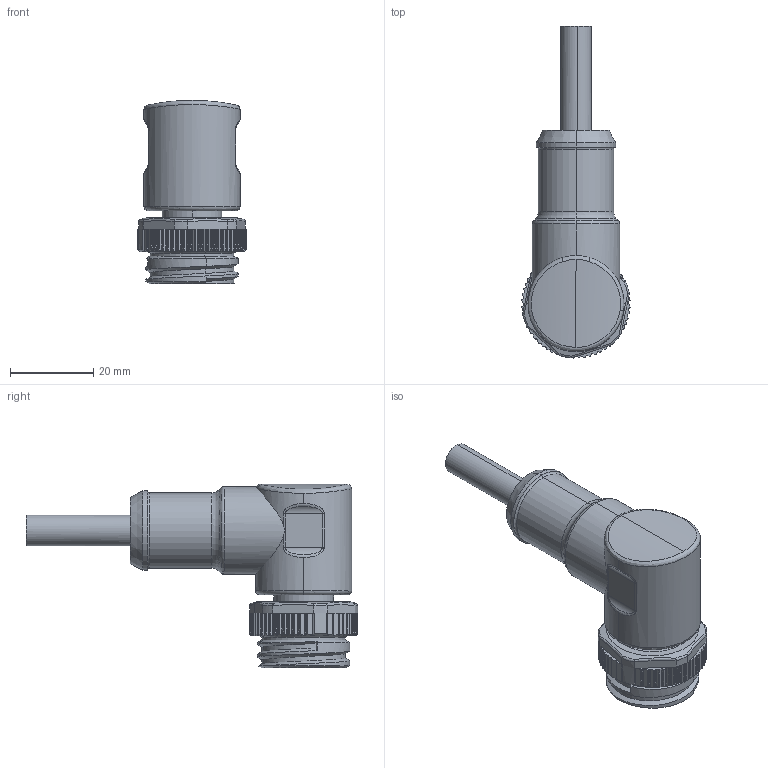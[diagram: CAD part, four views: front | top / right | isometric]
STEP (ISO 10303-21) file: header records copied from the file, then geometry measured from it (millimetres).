
FILE_DESCRIPTION(('CATIA V5 STEP Exchange','CAx-IF Rec.Pracs.--- Model Styling and Organization---1.5--- 2016-08-15','CAx-IF Rec.Pracs.---Supplemental Geometry---1.0---2011-11-01','CAx-IF Rec.Pracs.--- Composite Materials ---1.1---2010-07-15'),'2;1');
FILE_NAME ('413240-2_0', '2025-07-08T07:11:31+00:00', ('none'), ('Weidmueller'), 'CATIA Version 5-6 Release 2022 SP4 HF5', 'CATIA V5 STEP AP214 v3', 'none');
FILE_SCHEMA(('AUTOMOTIVE_DESIGN { 1 0 10303 214 1 1 1 1 }'));
Length unit declared in the file: millimetre
Products named in the file (1): 1292090000
Bounding box: 25.95 x 79.49 x 43.9 mm (x, y, z)
Volume: 25588.1 mm3; surface area: 9516.9 mm2
Topology: 1 solids, 1 shells, 567 faces, 1526 edges, 976 vertices
Faces by surface type: cylinder 310, plane 180, cone 32, bspline 27, torus 18
Entity records: 18138 total; most frequent: CARTESIAN_POINT 5950, ORIENTED_EDGE 3052, DIRECTION 1659, EDGE_CURVE 1526, VERTEX_POINT 976, AXIS2_PLACEMENT_3D 683, VECTOR 656, LINE 656
